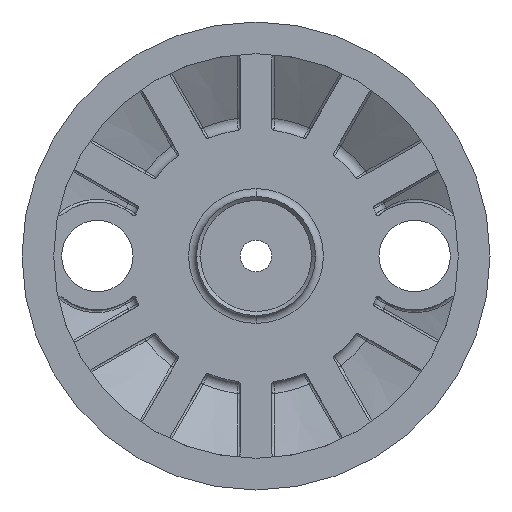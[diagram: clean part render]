
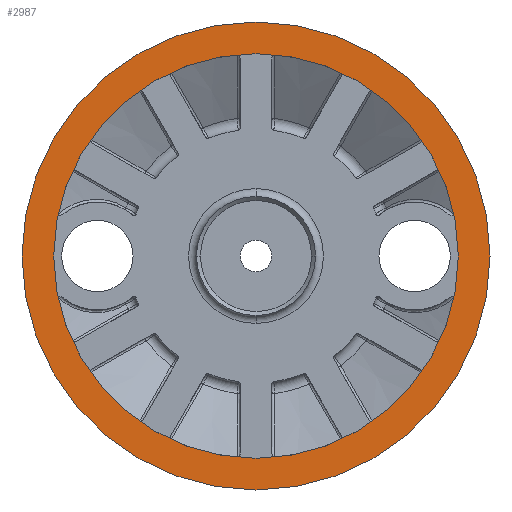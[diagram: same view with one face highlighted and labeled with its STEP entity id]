
A CAD part, front view. The second image highlights one B-rep face of the part: STEP entity #2987.
In plain terms, the highlighted planar face has unit normal (0, -1, 0).
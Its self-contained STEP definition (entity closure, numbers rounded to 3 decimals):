
#5 = DIRECTION ( 'NONE',  ( 1., 0., 0. ) ) ;
#139 = DIRECTION ( 'NONE',  ( -1., 0., 0. ) ) ;
#396 = CARTESIAN_POINT ( 'NONE',  ( 29.5, 0., 0. ) ) ;
#517 = CARTESIAN_POINT ( 'NONE',  ( 29.5, 0., 0. ) ) ;
#683 = VERTEX_POINT ( 'NONE', #4965 ) ;
#764 = EDGE_CURVE ( 'NONE', #1278, #5196, #6060, .T. ) ;
#851 = ORIENTED_EDGE ( 'NONE', *, *, #7043, .T. ) ;
#1278 = VERTEX_POINT ( 'NONE', #8124 ) ;
#1363 = FACE_OUTER_BOUND ( 'NONE', #4947, .T. ) ;
#1763 = DIRECTION ( 'NONE',  ( 1., 0., 0. ) ) ;
#1943 = PLANE ( 'NONE',  #6959 ) ;
#1955 = EDGE_LOOP ( 'NONE', ( #6027, #5005 ) ) ;
#2963 = DIRECTION ( 'NONE',  ( 0., -1., 0. ) ) ;
#2977 = EDGE_CURVE ( 'NONE', #683, #5024, #6690, .T. ) ;
#2987 = ADVANCED_FACE ( 'NONE', ( #6288, #1363 ), #1943, .T. ) ;
#3030 = DIRECTION ( 'NONE',  ( -1., 0., 0. ) ) ;
#3113 = CARTESIAN_POINT ( 'NONE',  ( 4., 0., 0. ) ) ;
#3163 = CIRCLE ( 'NONE', #6448, 29.5 ) ;
#3523 = CIRCLE ( 'NONE', #6235, 25.5 ) ;
#3631 = CARTESIAN_POINT ( 'NONE',  ( 29.5, 0., 0. ) ) ;
#3881 = EDGE_CURVE ( 'NONE', #5196, #1278, #3523, .T. ) ;
#4947 = EDGE_LOOP ( 'NONE', ( #7718, #851 ) ) ;
#4965 = CARTESIAN_POINT ( 'NONE',  ( 59., 0., 0. ) ) ;
#5005 = ORIENTED_EDGE ( 'NONE', *, *, #3881, .T. ) ;
#5024 = VERTEX_POINT ( 'NONE', #5977 ) ;
#5096 = CARTESIAN_POINT ( 'NONE',  ( 29.5, 0., 0. ) ) ;
#5196 = VERTEX_POINT ( 'NONE', #7937 ) ;
#5467 = AXIS2_PLACEMENT_3D ( 'NONE', #5096, #5774, #139 ) ;
#5774 = DIRECTION ( 'NONE',  ( 0., 1., 0. ) ) ;
#5977 = CARTESIAN_POINT ( 'NONE',  ( 0., 0., 0. ) ) ;
#6027 = ORIENTED_EDGE ( 'NONE', *, *, #764, .T. ) ;
#6060 = CIRCLE ( 'NONE', #5467, 25.5 ) ;
#6128 = AXIS2_PLACEMENT_3D ( 'NONE', #517, #8143, #1763 ) ;
#6235 = AXIS2_PLACEMENT_3D ( 'NONE', #3631, #8142, #3030 ) ;
#6288 = FACE_BOUND ( 'NONE', #1955, .T. ) ;
#6448 = AXIS2_PLACEMENT_3D ( 'NONE', #396, #2963, #7253 ) ;
#6690 = CIRCLE ( 'NONE', #6128, 29.5 ) ;
#6920 = DIRECTION ( 'NONE',  ( 0., -1., 0. ) ) ;
#6959 = AXIS2_PLACEMENT_3D ( 'NONE', #3113, #6920, #5 ) ;
#7043 = EDGE_CURVE ( 'NONE', #5024, #683, #3163, .T. ) ;
#7253 = DIRECTION ( 'NONE',  ( 1., 0., 0. ) ) ;
#7718 = ORIENTED_EDGE ( 'NONE', *, *, #2977, .T. ) ;
#7937 = CARTESIAN_POINT ( 'NONE',  ( 55., 0., 0. ) ) ;
#8124 = CARTESIAN_POINT ( 'NONE',  ( 4., 0., 0. ) ) ;
#8142 = DIRECTION ( 'NONE',  ( 0., 1., 0. ) ) ;
#8143 = DIRECTION ( 'NONE',  ( 0., -1., 0. ) ) ;
